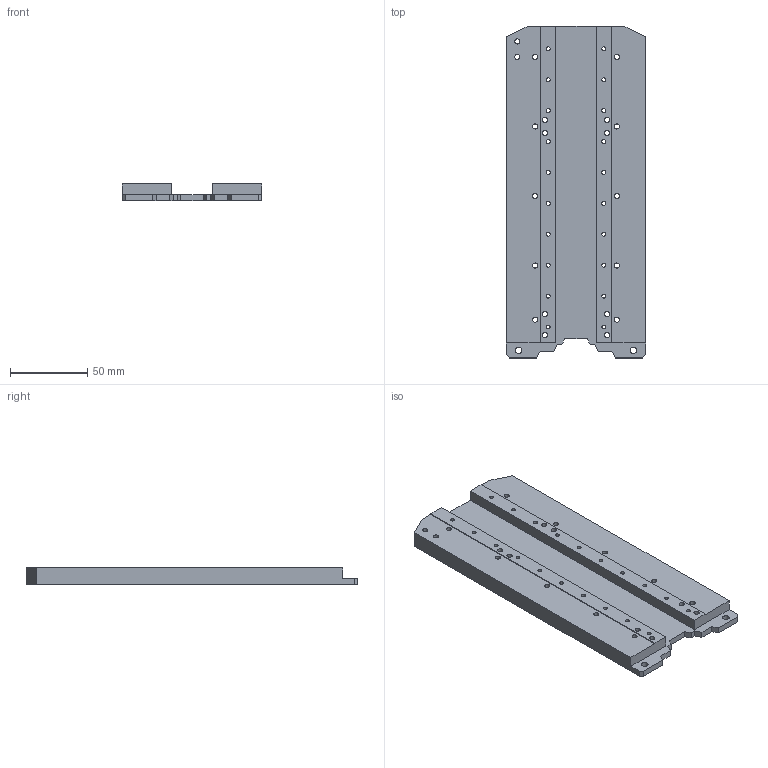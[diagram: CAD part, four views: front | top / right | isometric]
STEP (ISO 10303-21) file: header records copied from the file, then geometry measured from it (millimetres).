
FILE_DESCRIPTION(/* description */ (''),/* implementation_level */ '2;1');
FILE_NAME(/* name */ 'Z Axis plate.step',/* time_stamp */ '2024-11-16T21:48:39+01:00',/* author */ (''),/* organization */ (''),/* preprocessor_version */ 'ST-DEVELOPER v20',/* originating_system */ 'Autodesk Translation Framework v13.20.0.188',/* authorisation */ '');
FILE_SCHEMA (('AUTOMOTIVE_DESIGN { 1 0 10303 214 3 1 1 }'));
Length unit declared in the file: millimetre
Products named in the file (1): Aluminum Z plate
Bounding box: 90 x 214.8 x 11.35 mm (x, y, z)
Volume: 163672.1 mm3; surface area: 50892.7 mm2
Topology: 1 solids, 1 shells, 80 faces, 226 edges, 150 vertices
Faces by surface type: cylinder 44, plane 34, cone 2
Full cylindrical faces by diameter (mm): 2.529 x20, 3.3 x2, 3.332 x20, 4.2 x2
Entity records: 2832 total; most frequent: DIRECTION 478, CARTESIAN_POINT 457, ORIENTED_EDGE 452, EDGE_CURVE 226, AXIS2_PLACEMENT_3D 171, EDGE_LOOP 166, VERTEX_POINT 150, LINE 136
